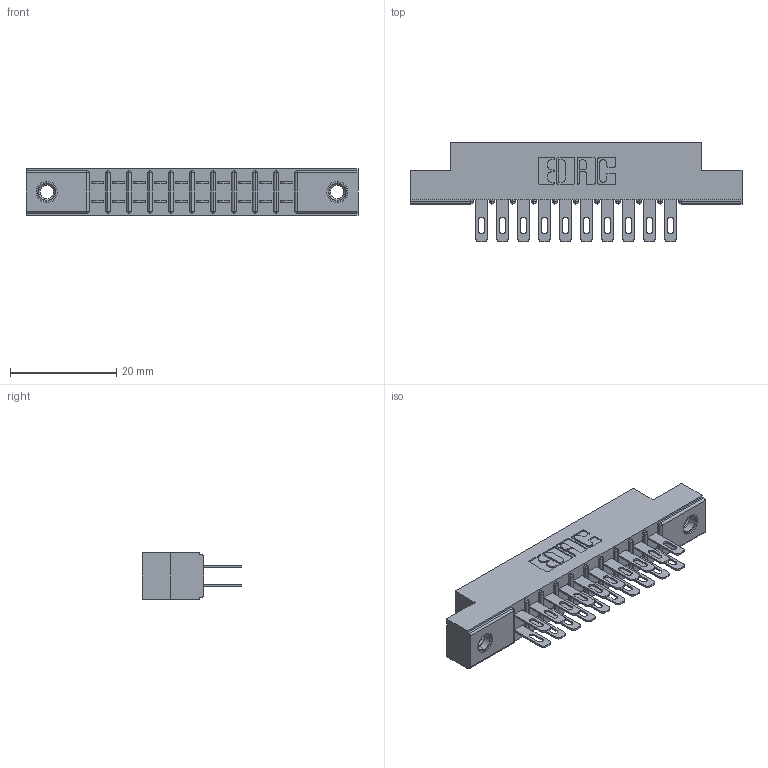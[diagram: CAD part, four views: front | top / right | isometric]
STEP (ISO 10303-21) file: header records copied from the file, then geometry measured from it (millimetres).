
FILE_DESCRIPTION (( 'STEP AP203' ), '1' );
FILE_NAME ('305-020-500-207.STEP', '2019-09-09T12:58:31', ( '' ), ( '' ), 'SwSTEP 2.0', 'SolidWorks 2016', '' );
FILE_SCHEMA (( 'CONFIG_CONTROL_DESIGN' ));
Length unit declared in the file: inch
Products named in the file (4): 305-290-001_500; 305 Part_.156 Dia; 345-250-001_345-250-005-103; 305-020-500-207
Assembly tree (23 placements, depth 2):
  305-020-500-207
    305 Part_.156 Dia
    305-290-001_500  x20
    345-250-001_345-250-005-103  x2
Bounding box: 62.64 x 18.85 x 8.71 mm (x, y, z)
Volume: 3990.9 mm3; surface area: 7234.1 mm2
Topology: 23 solids, 23 shells, 1176 faces, 3322 edges, 2152 vertices
Faces by surface type: plane 660, cylinder 460, sphere 40, cone 12, torus 4
Entity records: 15930 total; most frequent: CARTESIAN_POINT 2619, ORIENTED_EDGE 2588, DIRECTION 2572, EDGE_CURVE 1294, LINE 1006, VECTOR 1006, VERTEX_POINT 830, AXIS2_PLACEMENT_3D 783
